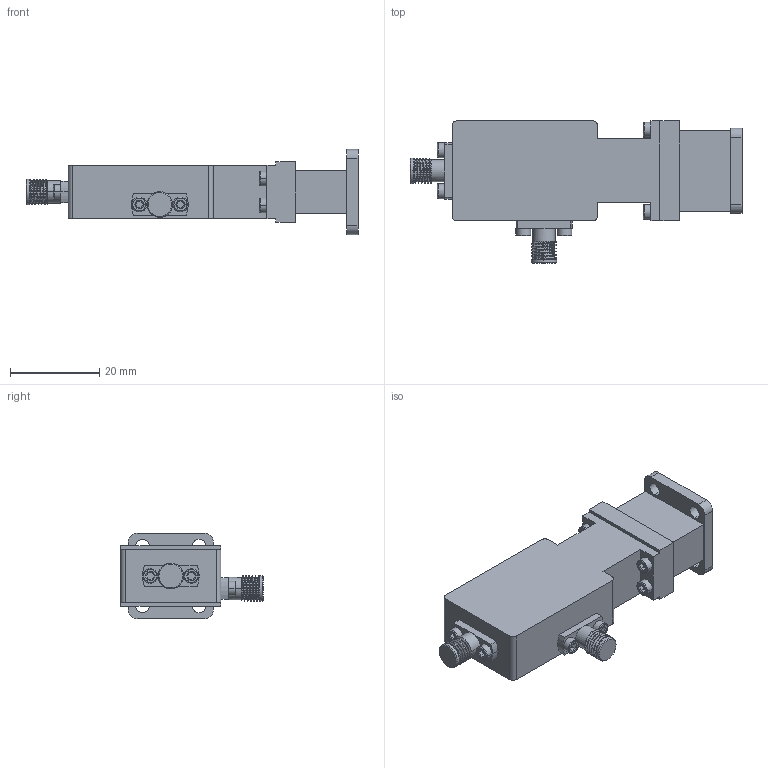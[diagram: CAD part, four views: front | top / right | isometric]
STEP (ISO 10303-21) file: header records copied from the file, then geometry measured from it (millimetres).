
FILE_DESCRIPTION (( 'STEP AP214' ), '1' );
FILE_NAME ('FA-ZA, defeatured.STEP', '2024-10-25T22:34:18', ( '' ), ( '' ), 'SwSTEP 2.0', 'SolidWorks 2021', '' );
FILE_SCHEMA (( 'AUTOMOTIVE_DESIGN' ));
Length unit declared in the file: inch
Products named in the file (1): FA-ZA, defeatured
Bounding box: 74.4 x 31.9 x 19.1 mm (x, y, z)
Volume: 16146.4 mm3; surface area: 5979.1 mm2
Topology: 1 solids, 1 shells, 473 faces, 1094 edges, 644 vertices
Faces by surface type: bspline 220, plane 165, cylinder 68, torus 16, cone 4
Entity records: 13332 total; most frequent: CARTESIAN_POINT 4710, ORIENTED_EDGE 2188, DIRECTION 1220, EDGE_CURVE 1094, VERTEX_POINT 644, EDGE_LOOP 502, FACE_OUTER_BOUND 473, ADVANCED_FACE 473
